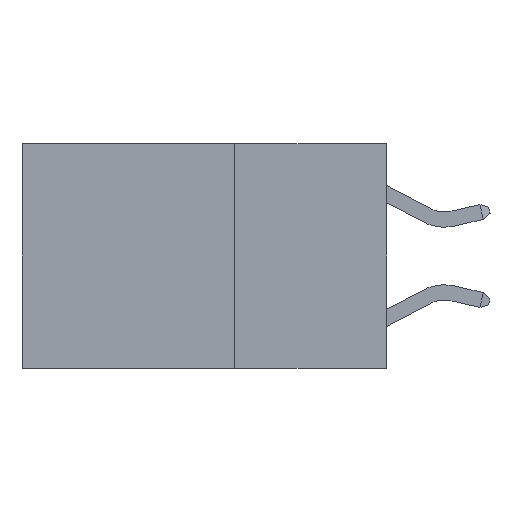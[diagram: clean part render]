
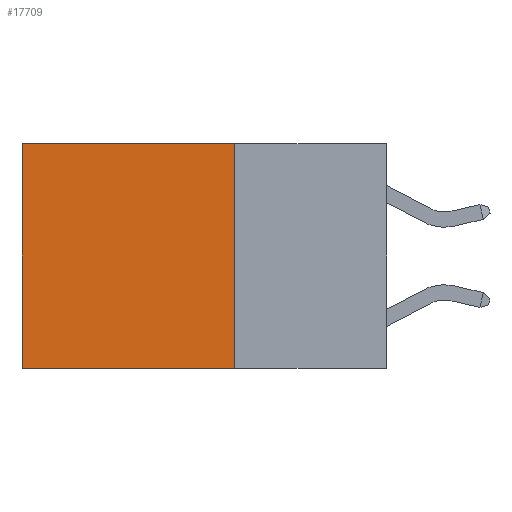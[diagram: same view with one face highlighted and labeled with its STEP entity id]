
A CAD part, left-side view. The second image highlights one B-rep face of the part: STEP entity #17709.
In plain terms, the highlighted planar face has unit normal (-1, 0, 0).
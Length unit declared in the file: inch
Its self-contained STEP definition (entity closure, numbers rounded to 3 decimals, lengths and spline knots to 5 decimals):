
#308 = DIRECTION ( 'NONE',  ( 0., 0., -1. ) ) ;
#333 = CARTESIAN_POINT ( 'NONE',  ( 0.2625, 0.25, -0.37 ) ) ;
#391 = CARTESIAN_POINT ( 'NONE',  ( 0.2625, 0.6, -0.37 ) ) ;
#1107 = EDGE_CURVE ( 'NONE', #15144, #3096, #14381, .T. ) ;
#1907 = CARTESIAN_POINT ( 'NONE',  ( 0.2625, 0.25, 0. ) ) ;
#2358 = CARTESIAN_POINT ( 'NONE',  ( 0.2625, 0.25, 0. ) ) ;
#2463 = CARTESIAN_POINT ( 'NONE',  ( 0.2625, 0.25, -0.37 ) ) ;
#3096 = VERTEX_POINT ( 'NONE', #391 ) ;
#3221 = EDGE_CURVE ( 'NONE', #4464, #15144, #10694, .T. ) ;
#3974 = ORIENTED_EDGE ( 'NONE', *, *, #11585, .T. ) ;
#4464 = VERTEX_POINT ( 'NONE', #20408 ) ;
#6937 = LINE ( 'NONE', #20388, #19774 ) ;
#8255 = VECTOR ( 'NONE', #20854, 39.37008 ) ;
#10151 = ORIENTED_EDGE ( 'NONE', *, *, #17020, .T. ) ;
#10694 = LINE ( 'NONE', #1907, #16177 ) ;
#11252 = ORIENTED_EDGE ( 'NONE', *, *, #1107, .F. ) ;
#11585 = EDGE_CURVE ( 'NONE', #4464, #25521, #11751, .T. ) ;
#11751 = LINE ( 'NONE', #24594, #25963 ) ;
#14381 = LINE ( 'NONE', #333, #8255 ) ;
#15144 = VERTEX_POINT ( 'NONE', #2463 ) ;
#16177 = VECTOR ( 'NONE', #24277, 39.37008 ) ;
#16521 = PLANE ( 'NONE',  #21819 ) ;
#16699 = DIRECTION ( 'NONE',  ( 1., 0., 0. ) ) ;
#17020 = EDGE_CURVE ( 'NONE', #25521, #3096, #6937, .T. ) ;
#17709 = ADVANCED_FACE ( 'NONE', ( #18112 ), #16521, .F. ) ;
#18112 = FACE_OUTER_BOUND ( 'NONE', #20494, .T. ) ;
#18456 = DIRECTION ( 'NONE',  ( 0., 1., 0. ) ) ;
#18757 = DIRECTION ( 'NONE',  ( 0., 0., -1. ) ) ;
#19774 = VECTOR ( 'NONE', #308, 39.37008 ) ;
#20388 = CARTESIAN_POINT ( 'NONE',  ( 0.2625, 0.6, 0. ) ) ;
#20408 = CARTESIAN_POINT ( 'NONE',  ( 0.2625, 0.25, 0. ) ) ;
#20494 = EDGE_LOOP ( 'NONE', ( #10151, #11252, #23501, #3974 ) ) ;
#20854 = DIRECTION ( 'NONE',  ( 0., 1., 0. ) ) ;
#21819 = AXIS2_PLACEMENT_3D ( 'NONE', #2358, #16699, #18757 ) ;
#23501 = ORIENTED_EDGE ( 'NONE', *, *, #3221, .F. ) ;
#23545 = CARTESIAN_POINT ( 'NONE',  ( 0.2625, 0.6, 0. ) ) ;
#24277 = DIRECTION ( 'NONE',  ( 0., 0., -1. ) ) ;
#24594 = CARTESIAN_POINT ( 'NONE',  ( 0.2625, 0.25, 0. ) ) ;
#25521 = VERTEX_POINT ( 'NONE', #23545 ) ;
#25963 = VECTOR ( 'NONE', #18456, 39.37008 ) ;
